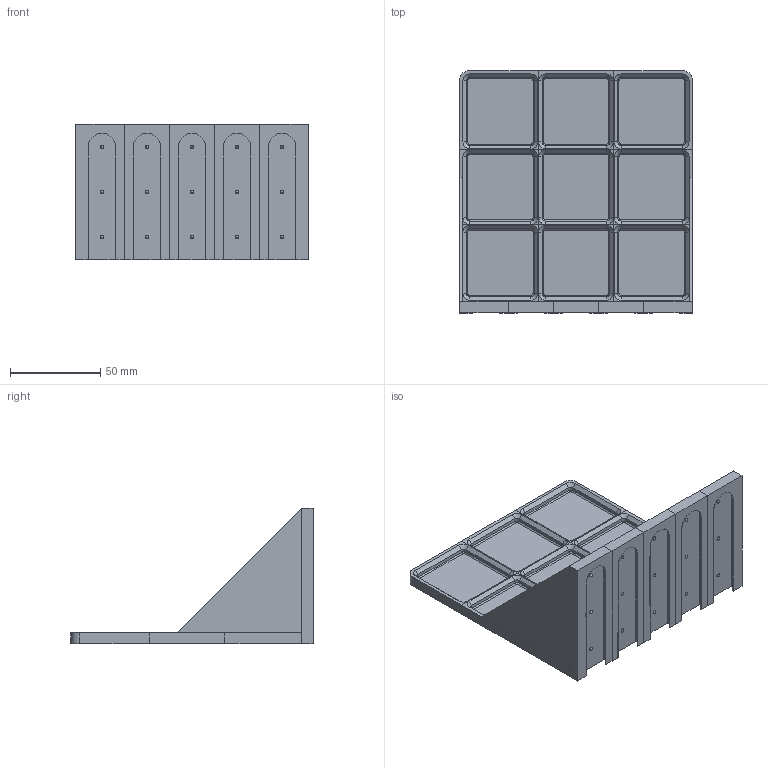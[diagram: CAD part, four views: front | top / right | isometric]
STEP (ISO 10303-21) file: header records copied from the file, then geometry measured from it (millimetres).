
FILE_DESCRIPTION(('HOOPS Exchange Step'),'2;1');
FILE_NAME('temp_export','2024-01-10T23:02:28+01:00',('ddanier'),('Shapr3D Limited'),'HOOPS Exchange 2023.2','Shapr3D','Authorized');
FILE_SCHEMA( ('AUTOMOTIVE_DESIGN { 1 0 10303 214 1 1 1 1 }') );
Length unit declared in the file: millimetre
Products named in the file (1): Gridfinity 3x3 shelve
Bounding box: 129 x 134.5 x 75 mm (x, y, z)
Volume: 83222.9 mm3; surface area: 88011.3 mm2
Topology: 16 solids, 16 shells, 386 faces, 871 edges, 526 vertices
Faces by surface type: plane 246, cone 92, cylinder 48
Entity records: 10440 total; most frequent: DIRECTION 1813, CARTESIAN_POINT 1769, ORIENTED_EDGE 1712, EDGE_CURVE 856, VECTOR 673, LINE 673, AXIS2_PLACEMENT_3D 570, VERTEX_POINT 526
